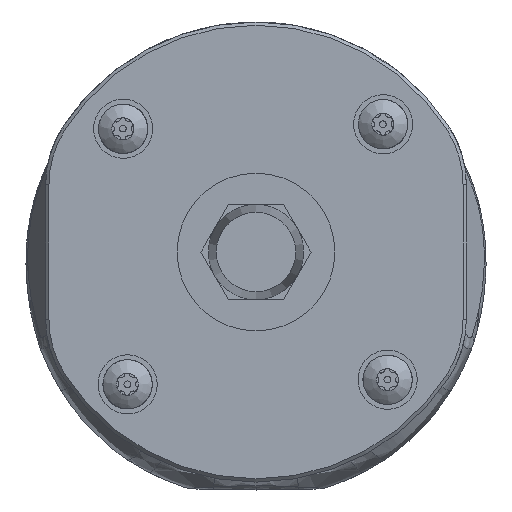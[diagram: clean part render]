
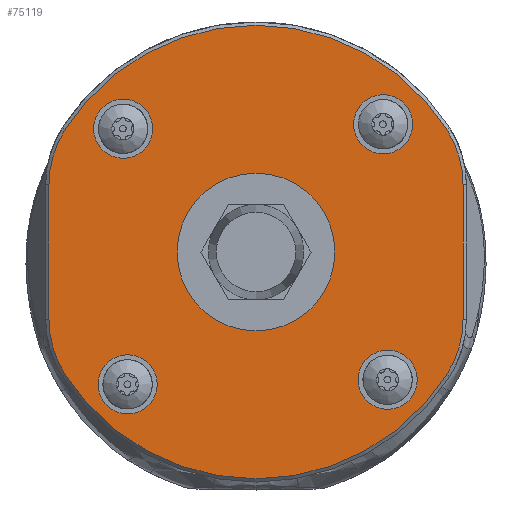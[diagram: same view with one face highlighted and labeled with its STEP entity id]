
A CAD part, front view. The second image highlights one B-rep face of the part: STEP entity #75119.
In plain terms, the highlighted planar face has unit normal (0, -1, 0).
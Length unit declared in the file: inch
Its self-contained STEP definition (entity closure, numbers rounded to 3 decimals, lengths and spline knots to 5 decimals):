
#520 = VERTEX_POINT ( 'NONE', #29955 ) ;
#879 = EDGE_CURVE ( 'NONE', #3617, #520, #28365, .T. ) ;
#1771 = CARTESIAN_POINT ( 'NONE',  ( -1.24016, 0.09843, -1.78138 ) ) ;
#2108 = AXIS2_PLACEMENT_3D ( 'NONE', #76580, #34683, #23798 ) ;
#3617 = VERTEX_POINT ( 'NONE', #17365 ) ;
#4545 = DIRECTION ( 'NONE',  ( 0., 1., 0. ) ) ;
#4556 = CARTESIAN_POINT ( 'NONE',  ( -0.62992, 0.09843, -0.97453 ) ) ;
#6458 = AXIS2_PLACEMENT_3D ( 'NONE', #11548, #4545, #58098 ) ;
#6921 = VERTEX_POINT ( 'NONE', #72446 ) ;
#7811 = ORIENTED_EDGE ( 'NONE', *, *, #68743, .F. ) ;
#8437 = CIRCLE ( 'NONE', #76566, 0.08858 ) ;
#9032 = EDGE_CURVE ( 'NONE', #40954, #64922, #36720, .T. ) ;
#9447 = ORIENTED_EDGE ( 'NONE', *, *, #55495, .T. ) ;
#9650 = CIRCLE ( 'NONE', #55479, 1.35827 ) ;
#10270 = FACE_OUTER_BOUND ( 'NONE', #20660, .T. ) ;
#10648 = CARTESIAN_POINT ( 'NONE',  ( 0., 0.09843, -1.37795 ) ) ;
#11548 = CARTESIAN_POINT ( 'NONE',  ( 0., 0.09843, -1.37795 ) ) ;
#14925 = DIRECTION ( 'NONE',  ( 0., 0., -1. ) ) ;
#15134 = VERTEX_POINT ( 'NONE', #21681 ) ;
#17249 = FACE_BOUND ( 'NONE', #57177, .T. ) ;
#17365 = CARTESIAN_POINT ( 'NONE',  ( -1.24016, 0.09843, -0.97453 ) ) ;
#19975 = DIRECTION ( 'NONE',  ( 0., 1., 0. ) ) ;
#20156 = CARTESIAN_POINT ( 'NONE',  ( 1.24016, 0.09843, -1.78138 ) ) ;
#20339 = VECTOR ( 'NONE', #21383, 39.37008 ) ;
#20375 = CARTESIAN_POINT ( 'NONE',  ( -1.1438, 0.09843, -2.11048 ) ) ;
#20660 = EDGE_LOOP ( 'NONE', ( #65885, #9447, #72685, #7811, #41899, #43295, #68484, #51475 ) ) ;
#20740 = CIRCLE ( 'NONE', #33041, 0.61024 ) ;
#20944 = VERTEX_POINT ( 'NONE', #26736 ) ;
#21383 = DIRECTION ( 'NONE',  ( 0., 0., 1. ) ) ;
#21681 = CARTESIAN_POINT ( 'NONE',  ( -0.76181, 0.09843, -0.70097 ) ) ;
#21942 = CIRCLE ( 'NONE', #2108, 0.08858 ) ;
#22078 = VERTEX_POINT ( 'NONE', #57020 ) ;
#23290 = EDGE_LOOP ( 'NONE', ( #58033 ) ) ;
#23798 = DIRECTION ( 'NONE',  ( 0., 0., -1. ) ) ;
#25520 = EDGE_CURVE ( 'NONE', #15134, #15134, #8437, .T. ) ;
#26042 = CARTESIAN_POINT ( 'NONE',  ( 1.24016, 0.09843, -0.97453 ) ) ;
#26224 = DIRECTION ( 'NONE',  ( 0., 0., -1. ) ) ;
#26736 = CARTESIAN_POINT ( 'NONE',  ( 0.76181, 0.09843, -0.70097 ) ) ;
#27118 = AXIS2_PLACEMENT_3D ( 'NONE', #4556, #39850, #40646 ) ;
#27262 = VERTEX_POINT ( 'NONE', #47154 ) ;
#27515 = EDGE_CURVE ( 'NONE', #35664, #27262, #20740, .T. ) ;
#27769 = EDGE_CURVE ( 'NONE', #20944, #20944, #21942, .T. ) ;
#28365 = CIRCLE ( 'NONE', #27118, 0.61024 ) ;
#28755 = CIRCLE ( 'NONE', #42419, 0.08858 ) ;
#29955 = CARTESIAN_POINT ( 'NONE',  ( -1.1438, 0.09843, -0.64542 ) ) ;
#30365 = VERTEX_POINT ( 'NONE', #1771 ) ;
#30525 = CARTESIAN_POINT ( 'NONE',  ( -1.24016, 0.09843, -1.78138 ) ) ;
#30899 = CARTESIAN_POINT ( 'NONE',  ( -0.62992, 0.09843, -1.78138 ) ) ;
#31978 = EDGE_CURVE ( 'NONE', #38402, #38402, #75704, .T. ) ;
#32751 = CARTESIAN_POINT ( 'NONE',  ( 1.1438, 0.09843, -2.11048 ) ) ;
#33041 = AXIS2_PLACEMENT_3D ( 'NONE', #73115, #19975, #43640 ) ;
#33703 = CARTESIAN_POINT ( 'NONE',  ( 0., 0.09843, -1.37795 ) ) ;
#34683 = DIRECTION ( 'NONE',  ( 0., 1., 0. ) ) ;
#35393 = EDGE_LOOP ( 'NONE', ( #38909 ) ) ;
#35488 = EDGE_CURVE ( 'NONE', #22078, #22078, #70479, .T. ) ;
#35664 = VERTEX_POINT ( 'NONE', #52248 ) ;
#36720 = CIRCLE ( 'NONE', #51439, 0.61024 ) ;
#37122 = DIRECTION ( 'NONE',  ( 0., 0., 1. ) ) ;
#38402 = VERTEX_POINT ( 'NONE', #63582 ) ;
#38909 = ORIENTED_EDGE ( 'NONE', *, *, #35488, .T. ) ;
#39850 = DIRECTION ( 'NONE',  ( 0., 1., 0. ) ) ;
#39859 = CIRCLE ( 'NONE', #6458, 1.35827 ) ;
#39923 = DIRECTION ( 'NONE',  ( 0., 0., 1. ) ) ;
#40522 = FACE_BOUND ( 'NONE', #73849, .T. ) ;
#40646 = DIRECTION ( 'NONE',  ( 0., 0., 1. ) ) ;
#40954 = VERTEX_POINT ( 'NONE', #20156 ) ;
#41281 = EDGE_CURVE ( 'NONE', #3617, #30365, #47618, .T. ) ;
#41830 = DIRECTION ( 'NONE',  ( 0., 0., -1. ) ) ;
#41899 = ORIENTED_EDGE ( 'NONE', *, *, #879, .F. ) ;
#42076 = EDGE_CURVE ( 'NONE', #53906, #30365, #66874, .T. ) ;
#42196 = DIRECTION ( 'NONE',  ( 0., 1., 0. ) ) ;
#42419 = AXIS2_PLACEMENT_3D ( 'NONE', #48672, #42874, #66506 ) ;
#42564 = DIRECTION ( 'NONE',  ( 0., 1., 0. ) ) ;
#42874 = DIRECTION ( 'NONE',  ( 0., 1., 0. ) ) ;
#42962 = DIRECTION ( 'NONE',  ( 0., 0., 1. ) ) ;
#43295 = ORIENTED_EDGE ( 'NONE', *, *, #41281, .T. ) ;
#43640 = DIRECTION ( 'NONE',  ( 0., 0., 1. ) ) ;
#45164 = DIRECTION ( 'NONE',  ( 0., 1., 0. ) ) ;
#46328 = FACE_BOUND ( 'NONE', #35393, .T. ) ;
#47154 = CARTESIAN_POINT ( 'NONE',  ( 1.24016, 0.09843, -0.97453 ) ) ;
#47618 = LINE ( 'NONE', #30525, #48285 ) ;
#47856 = EDGE_CURVE ( 'NONE', #64922, #53906, #39859, .T. ) ;
#48285 = VECTOR ( 'NONE', #41830, 39.37008 ) ;
#48672 = CARTESIAN_POINT ( 'NONE',  ( -0.76181, 0.09843, -2.14352 ) ) ;
#48740 = CARTESIAN_POINT ( 'NONE',  ( 0.62992, 0.09843, -1.78138 ) ) ;
#49073 = DIRECTION ( 'NONE',  ( 0., 0., -1. ) ) ;
#49451 = CARTESIAN_POINT ( 'NONE',  ( -0.76181, 0.09843, -0.61238 ) ) ;
#51439 = AXIS2_PLACEMENT_3D ( 'NONE', #48740, #42564, #37122 ) ;
#51475 = ORIENTED_EDGE ( 'NONE', *, *, #47856, .F. ) ;
#51778 = EDGE_CURVE ( 'NONE', #6921, #6921, #28755, .T. ) ;
#52149 = FACE_BOUND ( 'NONE', #60214, .T. ) ;
#52248 = CARTESIAN_POINT ( 'NONE',  ( 1.1438, 0.09843, -0.64542 ) ) ;
#53906 = VERTEX_POINT ( 'NONE', #20375 ) ;
#54939 = CARTESIAN_POINT ( 'NONE',  ( 0., 0.09843, -1.37795 ) ) ;
#55479 = AXIS2_PLACEMENT_3D ( 'NONE', #33703, #70560, #39923 ) ;
#55495 = EDGE_CURVE ( 'NONE', #40954, #27262, #55913, .T. ) ;
#55913 = LINE ( 'NONE', #26042, #20339 ) ;
#56288 = ORIENTED_EDGE ( 'NONE', *, *, #27769, .T. ) ;
#57020 = CARTESIAN_POINT ( 'NONE',  ( 0.76181, 0.09843, -2.2321 ) ) ;
#57177 = EDGE_LOOP ( 'NONE', ( #75855 ) ) ;
#57989 = PLANE ( 'NONE',  #75394 ) ;
#58033 = ORIENTED_EDGE ( 'NONE', *, *, #51778, .T. ) ;
#58098 = DIRECTION ( 'NONE',  ( 0., 0., 1. ) ) ;
#58287 = AXIS2_PLACEMENT_3D ( 'NONE', #30899, #42196, #42962 ) ;
#59766 = AXIS2_PLACEMENT_3D ( 'NONE', #54939, #62314, #26224 ) ;
#60214 = EDGE_LOOP ( 'NONE', ( #56288 ) ) ;
#61122 = DIRECTION ( 'NONE',  ( 0., 1., 0. ) ) ;
#62314 = DIRECTION ( 'NONE',  ( 0., 1., 0. ) ) ;
#63582 = CARTESIAN_POINT ( 'NONE',  ( 0., 0.09843, -1.74213 ) ) ;
#64922 = VERTEX_POINT ( 'NONE', #32751 ) ;
#65885 = ORIENTED_EDGE ( 'NONE', *, *, #9032, .F. ) ;
#65966 = ORIENTED_EDGE ( 'NONE', *, *, #25520, .T. ) ;
#66506 = DIRECTION ( 'NONE',  ( 0., 0., -1. ) ) ;
#66874 = CIRCLE ( 'NONE', #58287, 0.61024 ) ;
#68421 = CARTESIAN_POINT ( 'NONE',  ( 0.76181, 0.09843, -2.14352 ) ) ;
#68484 = ORIENTED_EDGE ( 'NONE', *, *, #42076, .F. ) ;
#68743 = EDGE_CURVE ( 'NONE', #520, #35664, #9650, .T. ) ;
#69243 = AXIS2_PLACEMENT_3D ( 'NONE', #68421, #74637, #14925 ) ;
#69610 = DIRECTION ( 'NONE',  ( 0., 0., 1. ) ) ;
#70389 = FACE_BOUND ( 'NONE', #23290, .T. ) ;
#70479 = CIRCLE ( 'NONE', #69243, 0.08858 ) ;
#70560 = DIRECTION ( 'NONE',  ( 0., 1., 0. ) ) ;
#72446 = CARTESIAN_POINT ( 'NONE',  ( -0.76181, 0.09843, -2.2321 ) ) ;
#72685 = ORIENTED_EDGE ( 'NONE', *, *, #27515, .F. ) ;
#73115 = CARTESIAN_POINT ( 'NONE',  ( 0.62992, 0.09843, -0.97453 ) ) ;
#73849 = EDGE_LOOP ( 'NONE', ( #65966 ) ) ;
#74637 = DIRECTION ( 'NONE',  ( 0., 1., 0. ) ) ;
#75119 = ADVANCED_FACE ( 'NONE', ( #17249, #40522, #52149, #46328, #70389, #10270 ), #57989, .F. ) ;
#75394 = AXIS2_PLACEMENT_3D ( 'NONE', #10648, #45164, #69610 ) ;
#75704 = CIRCLE ( 'NONE', #59766, 0.36417 ) ;
#75855 = ORIENTED_EDGE ( 'NONE', *, *, #31978, .T. ) ;
#76566 = AXIS2_PLACEMENT_3D ( 'NONE', #49451, #61122, #49073 ) ;
#76580 = CARTESIAN_POINT ( 'NONE',  ( 0.76181, 0.09843, -0.61238 ) ) ;
